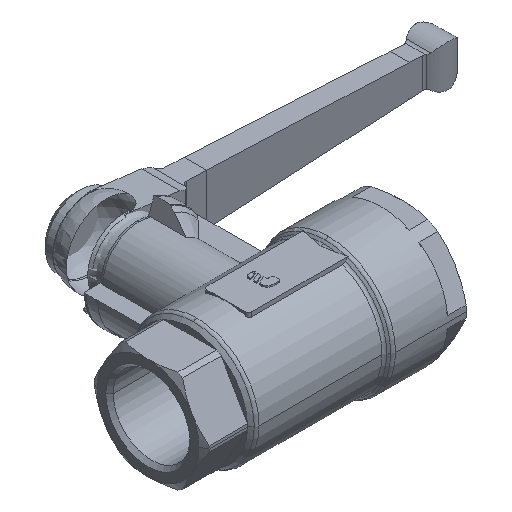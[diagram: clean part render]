
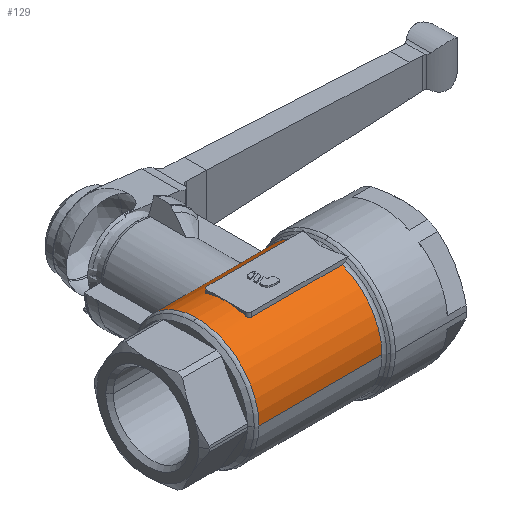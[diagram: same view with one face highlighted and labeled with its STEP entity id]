
A CAD part, isometric view. The second image highlights one B-rep face of the part: STEP entity #129.
In plain terms, the highlighted cylindrical face has radius 19.5 mm (diameter 39 mm), a partial arc.
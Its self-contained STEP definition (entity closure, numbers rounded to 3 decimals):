
#129=ADVANCED_FACE('',(#452),#453,.T.);
#452=FACE_OUTER_BOUND('',#930,.T.);
#453=CYLINDRICAL_SURFACE('',#931,19.5);
#930=EDGE_LOOP('',(#1919,#1920,#1921,#1922,#1923,#1924,#1925,#1926,#1927,#1928,#1929,#1930,#1931,#1932));
#931=AXIS2_PLACEMENT_3D('',#1933,#1934,#1935);
#1919=ORIENTED_EDGE('',*,*,#3356,.T.);
#1920=ORIENTED_EDGE('',*,*,#3195,.F.);
#1921=ORIENTED_EDGE('',*,*,#3480,.T.);
#1922=ORIENTED_EDGE('',*,*,#3473,.T.);
#1923=ORIENTED_EDGE('',*,*,#3490,.T.);
#1924=ORIENTED_EDGE('',*,*,#3492,.T.);
#1925=ORIENTED_EDGE('',*,*,#3487,.T.);
#1926=ORIENTED_EDGE('',*,*,#3205,.F.);
#1927=ORIENTED_EDGE('',*,*,#3493,.T.);
#1928=ORIENTED_EDGE('',*,*,#3494,.T.);
#1929=ORIENTED_EDGE('',*,*,#3495,.T.);
#1930=ORIENTED_EDGE('',*,*,#3358,.T.);
#1931=ORIENTED_EDGE('',*,*,#3263,.T.);
#1932=ORIENTED_EDGE('',*,*,#3496,.T.);
#1933=CARTESIAN_POINT('',(-5.9,0.0,0.0));
#1934=DIRECTION('',(1.0,0.0,0.0));
#1935=DIRECTION('',(0.0,-1.0,0.0));
#3195=EDGE_CURVE('',#3825,#3826,#3827,.T.);
#3205=EDGE_CURVE('',#3845,#3846,#3847,.T.);
#3263=EDGE_CURVE('',#3959,#3957,#3960,.T.);
#3356=EDGE_CURVE('',#4136,#3826,#4137,.T.);
#3358=EDGE_CURVE('',#4139,#3959,#4140,.T.);
#3473=EDGE_CURVE('',#4331,#4332,#4333,.T.);
#3480=EDGE_CURVE('',#3825,#4331,#4341,.T.);
#3487=EDGE_CURVE('',#4351,#3846,#4352,.T.);
#3490=EDGE_CURVE('',#4332,#4355,#4356,.T.);
#3492=EDGE_CURVE('',#4355,#4351,#4358,.T.);
#3493=EDGE_CURVE('',#3845,#4359,#4360,.T.);
#3494=EDGE_CURVE('',#4359,#4361,#4362,.T.);
#3495=EDGE_CURVE('',#4361,#4139,#4363,.T.);
#3496=EDGE_CURVE('',#3957,#4136,#4364,.T.);
#3825=VERTEX_POINT('',#4853);
#3826=VERTEX_POINT('',#4854);
#3827=CIRCLE('',#4855,19.5);
#3845=VERTEX_POINT('',#4899);
#3846=VERTEX_POINT('',#4900);
#3847=CIRCLE('',#4901,19.5);
#3957=VERTEX_POINT('',#5121);
#3959=VERTEX_POINT('',#5123);
#3960=CIRCLE('',#5124,19.5);
#4136=VERTEX_POINT('',#5562);
#4137=LINE('',#5563,#5564);
#4139=VERTEX_POINT('',#5566);
#4140=LINE('',#5567,#5568);
#4331=VERTEX_POINT('',#5937);
#4332=VERTEX_POINT('',#5938);
#4333=B_SPLINE_CURVE_WITH_KNOTS('',3,(#5939,#5940,#5941,#5942,#5943,#5944,#5945,#5946,#5947,#5948,#5949,#5950,#5951,#5952,#5953),.UNSPECIFIED.,.F.,.F.,(4,3,2,2,2,2,4),(-0.376,0.0,0.376,0.752,1.152,1.552,1.946),.UNSPECIFIED.);
#4341=LINE('',#5981,#5982);
#4351=VERTEX_POINT('',#6052);
#4352=LINE('',#6053,#6054);
#4355=VERTEX_POINT('',#6067);
#4356=CIRCLE('',#6068,19.5);
#4358=B_SPLINE_CURVE_WITH_KNOTS('',3,(#6071,#6072,#6073,#6074,#6075,#6076,#6077,#6078,#6079,#6080,#6081,#6082,#6083,#6084),.UNSPECIFIED.,.F.,.F.,(4,2,2,2,2,2,4),(1.145,1.54,1.94,2.339,2.716,3.092,3.468),.UNSPECIFIED.);
#4359=VERTEX_POINT('',#6085);
#4360=LINE('',#6086,#6087);
#4361=VERTEX_POINT('',#6088);
#4362=B_SPLINE_CURVE_WITH_KNOTS('',3,(#6089,#6090,#6091,#6092,#6093,#6094,#6095,#6096,#6097,#6098,#6099,#6100,#6101,#6102,#6103,#6104,#6105,#6106,#6107,#6108,#6109,#6110,#6111,#6112,#6113,#6114,#6115),.UNSPECIFIED.,.F.,.F.,(4,2,2,2,3,2,2,2,2,2,2,2,4),(62.432,63.954,66.166,68.378,70.59,72.802,75.014,77.227,79.439,81.639,83.838,86.038,88.238),.UNSPECIFIED.);
#4363=LINE('',#6116,#6117);
#4364=CIRCLE('',#6118,19.5);
#4853=CARTESIAN_POINT('',(13.379,-7.,18.2));
#4854=CARTESIAN_POINT('',(13.379,-19.5,0.));
#4855=AXIS2_PLACEMENT_3D('',#7428,#7429,#7430);
#4899=CARTESIAN_POINT('',(13.379,17.55,8.5));
#4900=CARTESIAN_POINT('',(13.379,7.,18.2));
#4901=AXIS2_PLACEMENT_3D('',#7452,#7453,#7454);
#5121=CARTESIAN_POINT('',(-25.179,0.,19.5));
#5123=CARTESIAN_POINT('',(-25.179,19.5,0.));
#5124=AXIS2_PLACEMENT_3D('',#7572,#7573,#7574);
#5562=CARTESIAN_POINT('',(-25.179,-19.5,0.0));
#5563=CARTESIAN_POINT('',(-5.9,-19.5,0.));
#5564=VECTOR('',#7748,1.0);
#5566=CARTESIAN_POINT('',(-16.4,19.5,0.));
#5567=CARTESIAN_POINT('',(-5.9,19.5,0.));
#5568=VECTOR('',#7752,1.0);
#5937=CARTESIAN_POINT('',(-15.0,-7.,18.2));
#5938=CARTESIAN_POINT('',(-16.0,-6.0,18.554));
#5939=CARTESIAN_POINT('',(-14.62,-6.925,18.229));
#5940=CARTESIAN_POINT('',(-14.742,-6.975,18.21));
#5941=CARTESIAN_POINT('',(-14.875,-7.,18.2));
#5942=CARTESIAN_POINT('',(-15.0,-7.,18.2));
#5943=CARTESIAN_POINT('',(-15.125,-7.,18.2));
#5944=CARTESIAN_POINT('',(-15.258,-6.975,18.21));
#5945=CARTESIAN_POINT('',(-15.502,-6.875,18.248));
#5946=CARTESIAN_POINT('',(-15.612,-6.8,18.276));
#5947=CARTESIAN_POINT('',(-15.791,-6.625,18.34));
#5948=CARTESIAN_POINT('',(-15.87,-6.511,18.381));
#5949=CARTESIAN_POINT('',(-15.974,-6.262,18.468));
#5950=CARTESIAN_POINT('',(-16.0,-6.127,18.513));
#5951=CARTESIAN_POINT('',(-16.0,-5.875,18.594));
#5952=CARTESIAN_POINT('',(-15.975,-5.741,18.636));
#5953=CARTESIAN_POINT('',(-15.923,-5.616,18.674));
#5981=CARTESIAN_POINT('',(-0.811,-7.,18.2));
#5982=VECTOR('',#7937,1.0);
#6052=CARTESIAN_POINT('',(-15.0,7.,18.2));
#6053=CARTESIAN_POINT('',(-0.811,7.,18.2));
#6054=VECTOR('',#7938,1.0);
#6067=CARTESIAN_POINT('',(-16.0,6.0,18.554));
#6068=AXIS2_PLACEMENT_3D('',#7940,#7941,#7942);
#6071=CARTESIAN_POINT('',(-15.923,5.616,18.674));
#6072=CARTESIAN_POINT('',(-15.975,5.741,18.636));
#6073=CARTESIAN_POINT('',(-16.0,5.875,18.594));
#6074=CARTESIAN_POINT('',(-16.0,6.127,18.513));
#6075=CARTESIAN_POINT('',(-15.974,6.262,18.468));
#6076=CARTESIAN_POINT('',(-15.87,6.511,18.381));
#6077=CARTESIAN_POINT('',(-15.791,6.625,18.34));
#6078=CARTESIAN_POINT('',(-15.612,6.8,18.276));
#6079=CARTESIAN_POINT('',(-15.502,6.875,18.248));
#6080=CARTESIAN_POINT('',(-15.258,6.975,18.21));
#6081=CARTESIAN_POINT('',(-15.125,7.,18.2));
#6082=CARTESIAN_POINT('',(-14.875,7.,18.2));
#6083=CARTESIAN_POINT('',(-14.742,6.975,18.21));
#6084=CARTESIAN_POINT('',(-14.62,6.925,18.229));
#6085=CARTESIAN_POINT('',(7.561,17.55,8.5));
#6086=CARTESIAN_POINT('',(6.689,17.55,8.5));
#6087=VECTOR('',#7944,1.0);
#6088=CARTESIAN_POINT('',(-11.377,19.5,0.));
#6089=CARTESIAN_POINT('',(7.561,17.55,8.5));
#6090=CARTESIAN_POINT('',(7.193,17.391,8.827));
#6091=CARTESIAN_POINT('',(6.796,17.23,9.137));
#6092=CARTESIAN_POINT('',(5.764,16.844,9.836));
#6093=CARTESIAN_POINT('',(5.101,16.625,10.197));
#6094=CARTESIAN_POINT('',(3.708,16.252,10.782));
#6095=CARTESIAN_POINT('',(2.976,16.098,11.006));
#6096=CARTESIAN_POINT('',(1.491,15.891,11.304));
#6097=CARTESIAN_POINT('',(0.737,15.837,11.377));
#6098=CARTESIAN_POINT('',(0.0,15.837,11.377));
#6099=CARTESIAN_POINT('',(-0.737,15.837,11.377));
#6100=CARTESIAN_POINT('',(-1.491,15.891,11.304));
#6101=CARTESIAN_POINT('',(-2.976,16.098,11.006));
#6102=CARTESIAN_POINT('',(-3.708,16.252,10.782));
#6103=CARTESIAN_POINT('',(-5.101,16.625,10.197));
#6104=CARTESIAN_POINT('',(-5.764,16.844,9.836));
#6105=CARTESIAN_POINT('',(-6.987,17.301,9.008));
#6106=CARTESIAN_POINT('',(-7.548,17.538,8.541));
#6107=CARTESIAN_POINT('',(-8.538,17.987,7.551));
#6108=CARTESIAN_POINT('',(-9.005,18.215,6.992));
#6109=CARTESIAN_POINT('',(-9.834,18.639,5.768));
#6110=CARTESIAN_POINT('',(-10.196,18.834,5.103));
#6111=CARTESIAN_POINT('',(-10.783,19.158,3.706));
#6112=CARTESIAN_POINT('',(-11.008,19.287,2.972));
#6113=CARTESIAN_POINT('',(-11.304,19.458,1.486));
#6114=CARTESIAN_POINT('',(-11.377,19.5,0.733));
#6115=CARTESIAN_POINT('',(-11.377,19.5,0.));
#6116=CARTESIAN_POINT('',(-5.9,19.5,0.));
#6117=VECTOR('',#7945,1.0);
#6118=AXIS2_PLACEMENT_3D('',#7946,#7947,#7948);
#7428=CARTESIAN_POINT('',(13.379,0.0,0.0));
#7429=DIRECTION('',(1.0,0.0,0.0));
#7430=DIRECTION('',(0.0,-1.0,0.0));
#7452=CARTESIAN_POINT('',(13.379,0.0,0.0));
#7453=DIRECTION('',(1.0,0.0,0.0));
#7454=DIRECTION('',(0.0,-1.0,0.0));
#7572=CARTESIAN_POINT('',(-25.179,0.0,0.0));
#7573=DIRECTION('',(1.0,0.0,0.0));
#7574=DIRECTION('',(0.0,-1.0,0.0));
#7748=DIRECTION('',(1.0,0.0,0.0));
#7752=DIRECTION('',(-1.0,-0.0,-0.0));
#7937=DIRECTION('',(-1.0,-0.0,-0.0));
#7938=DIRECTION('',(1.0,0.0,0.0));
#7940=CARTESIAN_POINT('',(-16.0,0.0,0.0));
#7941=DIRECTION('',(-1.0,0.0,0.0));
#7942=DIRECTION('',(0.0,-1.0,0.0));
#7944=DIRECTION('',(-1.0,-0.0,-0.0));
#7945=DIRECTION('',(-1.0,-0.0,-0.0));
#7946=CARTESIAN_POINT('',(-25.179,0.0,0.0));
#7947=DIRECTION('',(1.0,0.0,0.0));
#7948=DIRECTION('',(0.0,-1.0,0.0));
